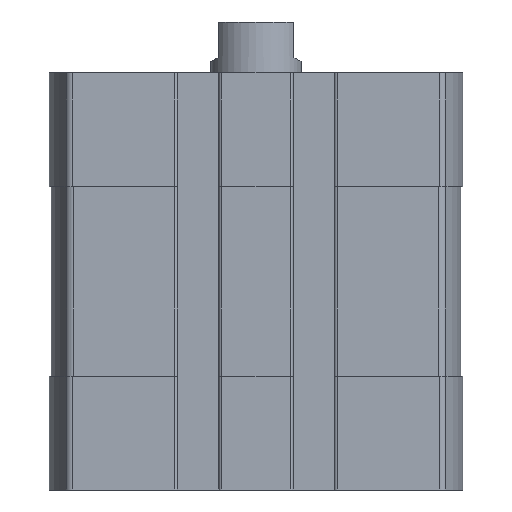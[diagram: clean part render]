
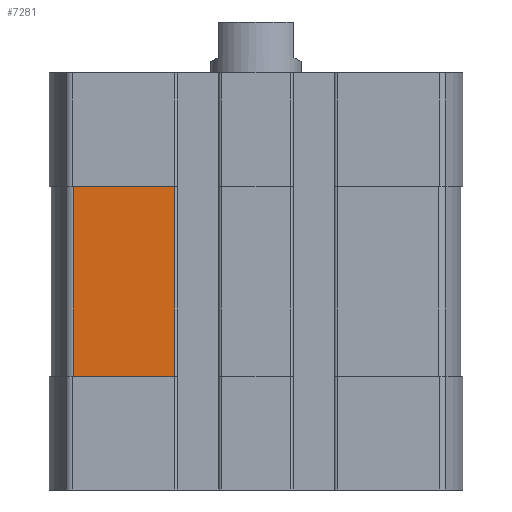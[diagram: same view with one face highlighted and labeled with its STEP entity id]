
A CAD part, left-side view. The second image highlights one B-rep face of the part: STEP entity #7281.
In plain terms, the highlighted planar face has unit normal (-1, 0, 0).
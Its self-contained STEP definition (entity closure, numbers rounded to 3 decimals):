
#101=PLANE('',#7964);
#778=LINE('',#12000,#1374);
#779=LINE('',#12002,#1375);
#780=LINE('',#12004,#1376);
#781=LINE('',#12006,#1377);
#1374=VECTOR('',#9525,1000.);
#1375=VECTOR('',#9528,1000.);
#1376=VECTOR('',#9529,1000.);
#1377=VECTOR('',#9530,1000.);
#2661=ORIENTED_EDGE('',*,*,#4401,.F.);
#2662=ORIENTED_EDGE('',*,*,#4400,.F.);
#2663=ORIENTED_EDGE('',*,*,#4402,.T.);
#2664=ORIENTED_EDGE('',*,*,#4403,.T.);
#4400=EDGE_CURVE('',#5299,#5298,#778,.T.);
#4401=EDGE_CURVE('',#5298,#5300,#779,.T.);
#4402=EDGE_CURVE('',#5299,#5301,#780,.T.);
#4403=EDGE_CURVE('',#5301,#5300,#781,.T.);
#5298=VERTEX_POINT('',#11997);
#5299=VERTEX_POINT('',#11999);
#5300=VERTEX_POINT('',#12003);
#5301=VERTEX_POINT('',#12005);
#6133=EDGE_LOOP('',(#2661,#2662,#2663,#2664));
#6651=FACE_BOUND('',#6133,.T.);
#7281=ADVANCED_FACE('',(#6651),#101,.T.);
#7964=AXIS2_PLACEMENT_3D('',#12001,#9526,#9527);
#9525=DIRECTION('',(0.,0.,1.));
#9526=DIRECTION('',(-1.,0.,0.));
#9527=DIRECTION('',(0.,0.,1.));
#9528=DIRECTION('',(0.,-1.,0.));
#9529=DIRECTION('',(0.,-1.,0.));
#9530=DIRECTION('',(0.,0.,1.));
#11997=CARTESIAN_POINT('',(-27.,24.093,-15.));
#11999=CARTESIAN_POINT('',(-27.,24.093,-40.));
#12000=CARTESIAN_POINT('',(-27.,24.093,-40.));
#12001=CARTESIAN_POINT('',(-27.,24.093,-40.));
#12002=CARTESIAN_POINT('',(-27.,24.093,-15.));
#12003=CARTESIAN_POINT('',(-27.,10.7,-15.));
#12004=CARTESIAN_POINT('',(-27.,24.093,-40.));
#12005=CARTESIAN_POINT('',(-27.,10.7,-40.));
#12006=CARTESIAN_POINT('',(-27.,10.7,-40.));
